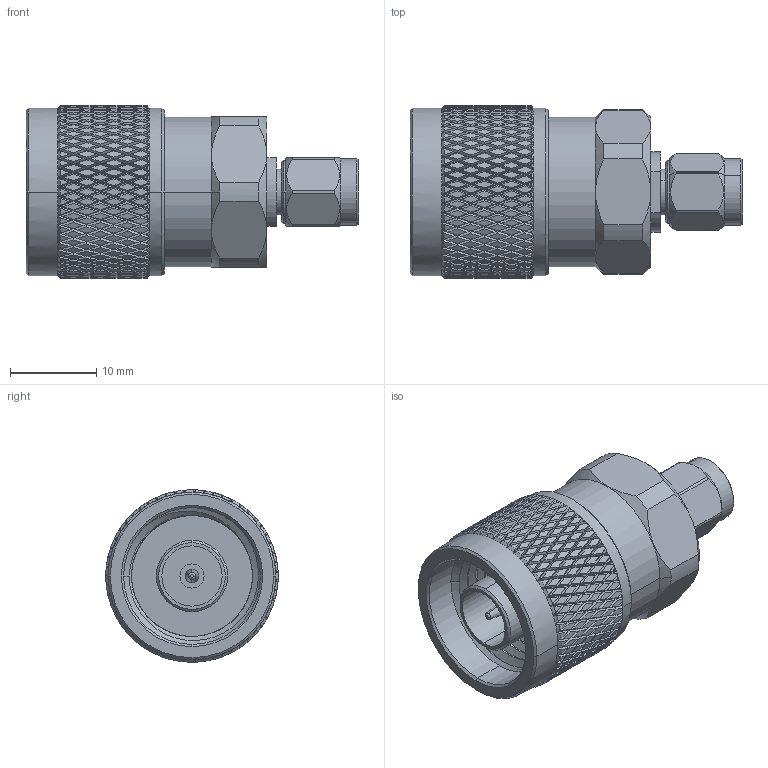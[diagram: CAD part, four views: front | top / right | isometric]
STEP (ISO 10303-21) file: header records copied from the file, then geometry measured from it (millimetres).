
FILE_DESCRIPTION (( 'STEP AP203' ), '1' );
FILE_NAME ('PE9431.step', '2019-03-12T00:01:40', ( '' ), ( '' ), 'SwSTEP 2.0', 'SolidWorks 2017', '' );
FILE_SCHEMA (( 'CONFIG_CONTROL_DESIGN' ));
Products named in the file (1): PE9431
Bounding box: 38.53 x 20 x 20 mm (x, y, z)
Volume: 6654.7 mm3; surface area: 4177.6 mm2
Topology: 1 solids, 1 shells, 2569 faces, 5248 edges, 2695 vertices
Faces by surface type: bspline 1770, cylinder 512, cone 257, plane 30
Entity records: 93516 total; most frequent: CARTESIAN_POINT 59472, ORIENTED_EDGE 10496, EDGE_CURVE 5248, DIRECTION 2761, VERTEX_POINT 2695, EDGE_LOOP 2583, FACE_OUTER_BOUND 2569, ADVANCED_FACE 2569
